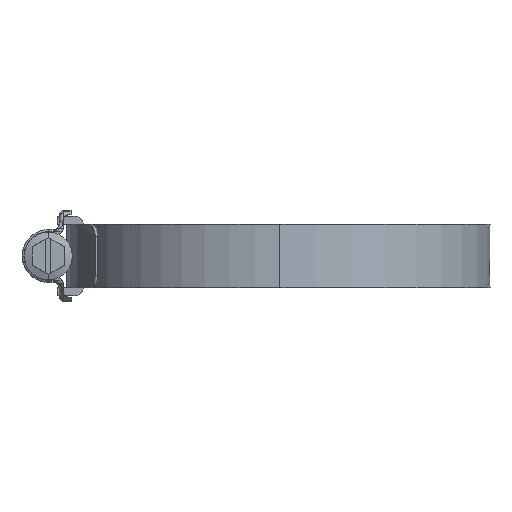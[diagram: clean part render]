
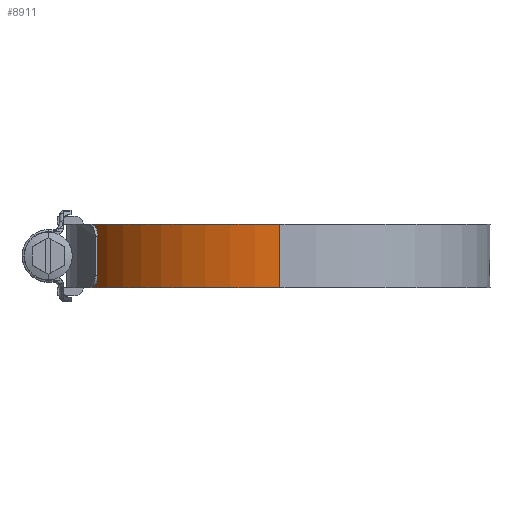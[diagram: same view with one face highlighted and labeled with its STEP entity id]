
A CAD part, left-side view. The second image highlights one B-rep face of the part: STEP entity #8911.
In plain terms, the highlighted cylindrical face has radius 52.69 mm (diameter 105.38 mm), a partial arc.
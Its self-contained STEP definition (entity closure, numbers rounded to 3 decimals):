
#291 = LINE ( 'NONE', #2561, #2763 ) ;
#421 = EDGE_CURVE ( 'NONE', #3094, #7608, #9490, .T. ) ;
#989 = VERTEX_POINT ( 'NONE', #2694 ) ;
#1122 = ORIENTED_EDGE ( 'NONE', *, *, #8752, .T. ) ;
#1257 = EDGE_CURVE ( 'NONE', #989, #4519, #3381, .T. ) ;
#1774 = VECTOR ( 'NONE', #9987, 1000. ) ;
#1886 = ORIENTED_EDGE ( 'NONE', *, *, #1257, .T. ) ;
#1993 = DIRECTION ( 'NONE',  ( 1., 0., 0. ) ) ;
#2165 = DIRECTION ( 'NONE',  ( -1., 0., 0. ) ) ;
#2561 = CARTESIAN_POINT ( 'NONE',  ( -52.69, 0., 7.95 ) ) ;
#2694 = CARTESIAN_POINT ( 'NONE',  ( 0., 52.69, -7.95 ) ) ;
#2725 = DIRECTION ( 'NONE',  ( 1., 0., 0. ) ) ;
#2763 = VECTOR ( 'NONE', #7281, 1000. ) ;
#3094 = VERTEX_POINT ( 'NONE', #4943 ) ;
#3344 = EDGE_LOOP ( 'NONE', ( #6204, #7648, #1122, #1886 ) ) ;
#3369 = LINE ( 'NONE', #3564, #1774 ) ;
#3375 = CARTESIAN_POINT ( 'NONE',  ( -52.69, 0., -7.95 ) ) ;
#3381 = CIRCLE ( 'NONE', #5986, 52.69 ) ;
#3392 = CARTESIAN_POINT ( 'NONE',  ( 0., 0., -7.95 ) ) ;
#3564 = CARTESIAN_POINT ( 'NONE',  ( 0., 52.69, 7.95 ) ) ;
#4261 = DIRECTION ( 'NONE',  ( 0., 0., 1. ) ) ;
#4354 = CARTESIAN_POINT ( 'NONE',  ( 0., 0., 7.95 ) ) ;
#4519 = VERTEX_POINT ( 'NONE', #3375 ) ;
#4665 = DIRECTION ( 'NONE',  ( 0., 0., -1. ) ) ;
#4707 = AXIS2_PLACEMENT_3D ( 'NONE', #8566, #4665, #2165 ) ;
#4708 = AXIS2_PLACEMENT_3D ( 'NONE', #4354, #6621, #2725 ) ;
#4943 = CARTESIAN_POINT ( 'NONE',  ( 0., 52.69, 7.95 ) ) ;
#5269 = CARTESIAN_POINT ( 'NONE',  ( -52.69, 0., 7.95 ) ) ;
#5352 = FACE_OUTER_BOUND ( 'NONE', #3344, .T. ) ;
#5986 = AXIS2_PLACEMENT_3D ( 'NONE', #3392, #4261, #1993 ) ;
#6204 = ORIENTED_EDGE ( 'NONE', *, *, #8352, .F. ) ;
#6621 = DIRECTION ( 'NONE',  ( 0., 0., 1. ) ) ;
#7281 = DIRECTION ( 'NONE',  ( 0., 0., -1. ) ) ;
#7608 = VERTEX_POINT ( 'NONE', #5269 ) ;
#7648 = ORIENTED_EDGE ( 'NONE', *, *, #421, .F. ) ;
#8352 = EDGE_CURVE ( 'NONE', #7608, #4519, #291, .T. ) ;
#8566 = CARTESIAN_POINT ( 'NONE',  ( 0., 0., 7.95 ) ) ;
#8752 = EDGE_CURVE ( 'NONE', #3094, #989, #3369, .T. ) ;
#8911 = ADVANCED_FACE ( 'NONE', ( #5352 ), #10182, .T. ) ;
#9490 = CIRCLE ( 'NONE', #4708, 52.69 ) ;
#9987 = DIRECTION ( 'NONE',  ( 0., 0., -1. ) ) ;
#10182 = CYLINDRICAL_SURFACE ( 'NONE', #4707, 52.69 ) ;
